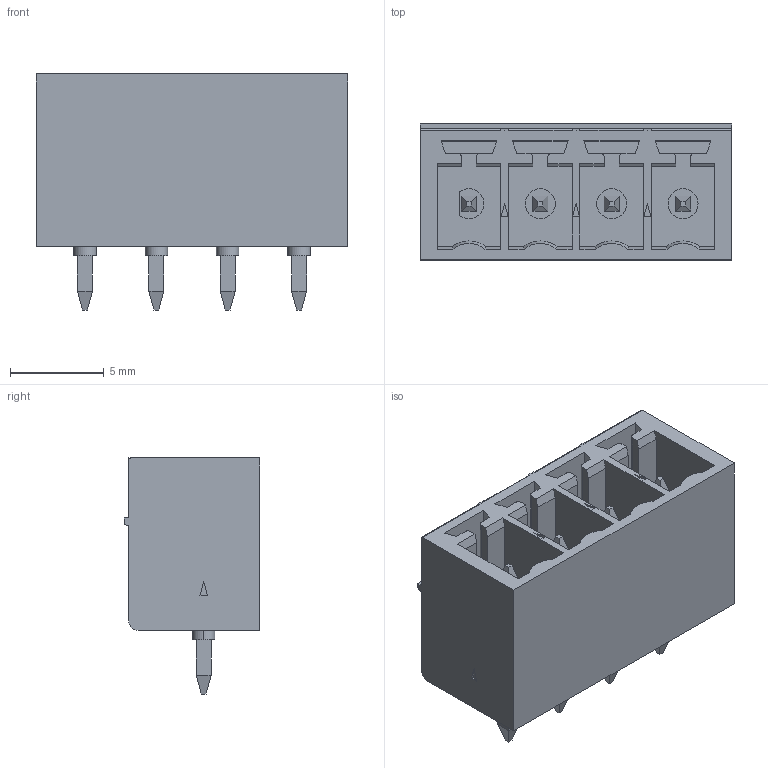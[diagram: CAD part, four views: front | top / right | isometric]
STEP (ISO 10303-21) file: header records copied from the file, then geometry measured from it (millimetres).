
FILE_DESCRIPTION((''),'2;1');
FILE_NAME('PHOENIX_1803442.stp','2010-02-22T10:55:36',(''),(''),'Mechanical Desktop 2010','Mechanical Desktop 2010',', , ');
FILE_SCHEMA(('AUTOMOTIVE_DESIGN { 1 2 10303 214 1 1 1 1 }'));
Length unit declared in the file: millimetre
Products named in the file (1): Product
Bounding box: 16.63 x 7.25 x 12.6 mm (x, y, z)
Volume: 643.9 mm3; surface area: 1457.3 mm2
Topology: 20 solids, 20 shells, 322 faces, 759 edges, 489 vertices
Faces by surface type: plane 256, cylinder 58, sphere 4, cone 4
Entity records: 9179 total; most frequent: CARTESIAN_POINT 1659, DIRECTION 1520, ORIENTED_EDGE 1502, EDGE_CURVE 751, VECTOR 612, LINE 612, VERTEX_POINT 489, AXIS2_PLACEMENT_3D 454
